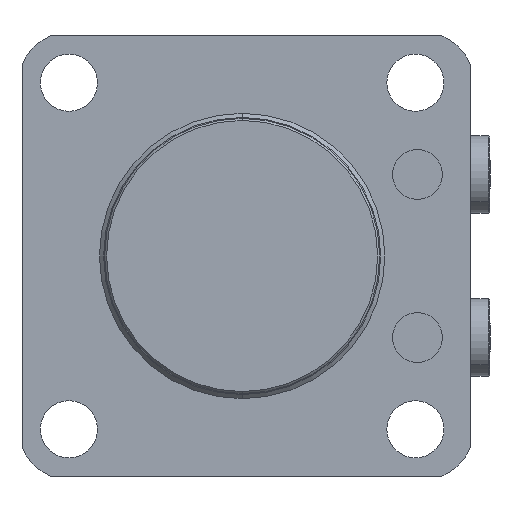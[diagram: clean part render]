
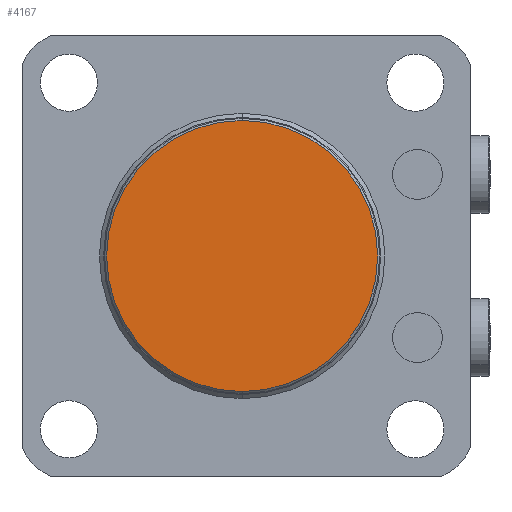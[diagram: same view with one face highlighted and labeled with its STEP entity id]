
A CAD part, front view. The second image highlights one B-rep face of the part: STEP entity #4167.
In plain terms, the highlighted planar face has unit normal (0, -1, 0).
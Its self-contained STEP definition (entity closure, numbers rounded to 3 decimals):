
#156 = DIRECTION ( 'NONE',  ( 0., 0., -1. ) ) ;
#157 = DIRECTION ( 'NONE',  ( 0., -1., 0. ) ) ;
#158 = CARTESIAN_POINT ( 'NONE',  ( 54., -110., 54. ) ) ;
#159 = AXIS2_PLACEMENT_3D ( 'NONE', #158, #157, #156 ) ;
#160 = PLANE ( 'NONE',  #159 ) ;
#161 = FACE_OUTER_BOUND ( 'NONE', #4169, .T. ) ;
#357 = DIRECTION ( 'NONE',  ( 0., 0., -1. ) ) ;
#358 = DIRECTION ( 'NONE',  ( 0., -1., 0. ) ) ;
#359 = CARTESIAN_POINT ( 'NONE',  ( 0., -110., 0. ) ) ;
#360 = AXIS2_PLACEMENT_3D ( 'NONE', #359, #358, #357 ) ;
#361 = CIRCLE ( 'NONE', #360, 33.25 ) ;
#3034 = VERTEX_POINT ( 'NONE', #6157 ) ;
#3035 = VERTEX_POINT ( 'NONE', #6156 ) ;
#3038 = EDGE_CURVE ( 'NONE', #3035, #3034, #6155, .T. ) ;
#4167 = ADVANCED_FACE ( 'NONE', ( #161 ), #160, .T. ) ;
#4169 = EDGE_LOOP ( 'NONE', ( #4279, #4284 ) ) ;
#4279 = ORIENTED_EDGE ( 'NONE', *, *, #4281, .T. ) ;
#4281 = EDGE_CURVE ( 'NONE', #3034, #3035, #361, .T. ) ;
#4284 = ORIENTED_EDGE ( 'NONE', *, *, #3038, .T. ) ;
#6151 = DIRECTION ( 'NONE',  ( 0., 0., -1. ) ) ;
#6152 = DIRECTION ( 'NONE',  ( 0., -1., 0. ) ) ;
#6153 = CARTESIAN_POINT ( 'NONE',  ( 0., -110., 0. ) ) ;
#6154 = AXIS2_PLACEMENT_3D ( 'NONE', #6153, #6152, #6151 ) ;
#6155 = CIRCLE ( 'NONE', #6154, 33.25 ) ;
#6156 = CARTESIAN_POINT ( 'NONE',  ( 0., -110., -33.25 ) ) ;
#6157 = CARTESIAN_POINT ( 'NONE',  ( 0., -110., 33.25 ) ) ;
